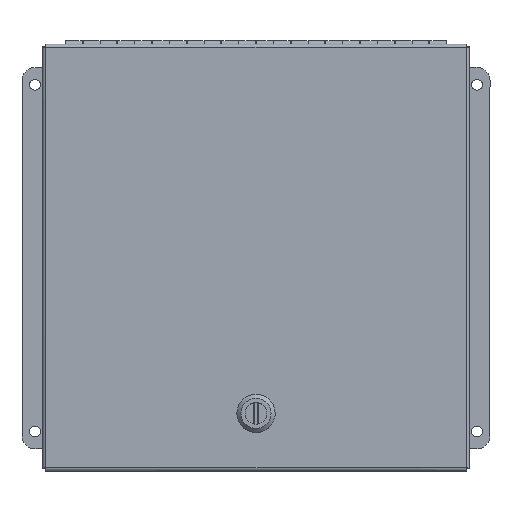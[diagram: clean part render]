
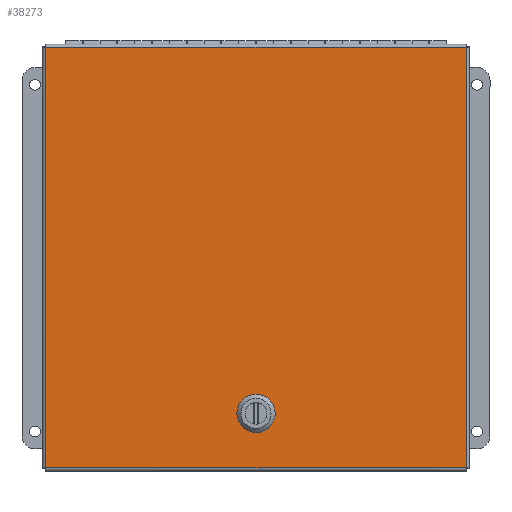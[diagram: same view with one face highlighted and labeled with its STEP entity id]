
A CAD part, top view. The second image highlights one B-rep face of the part: STEP entity #38273.
In plain terms, the highlighted planar face has unit normal (0, 0, 1).
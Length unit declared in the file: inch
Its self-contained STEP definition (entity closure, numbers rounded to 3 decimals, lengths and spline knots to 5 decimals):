
#83 = LINE ( 'NONE', #16624, #17183 ) ;
#220 = DIRECTION ( 'NONE',  ( 0., 0., -1. ) ) ;
#273 = CARTESIAN_POINT ( 'NONE',  ( -2., -6.4939, 3.3425 ) ) ;
#287 = VECTOR ( 'NONE', #30312, 39.37008 ) ;
#503 = CARTESIAN_POINT ( 'NONE',  ( 4.06175, 4.06285, 3.3425 ) ) ;
#571 = VECTOR ( 'NONE', #27974, 39.37008 ) ;
#772 = ORIENTED_EDGE ( 'NONE', *, *, #32968, .T. ) ;
#1498 = EDGE_CURVE ( 'NONE', #30354, #39342, #14938, .T. ) ;
#1566 = EDGE_CURVE ( 'NONE', #11457, #39275, #6681, .T. ) ;
#1965 = EDGE_LOOP ( 'NONE', ( #18034, #4206, #33921, #28707 ) ) ;
#2094 = VERTEX_POINT ( 'NONE', #27731 ) ;
#2471 = DIRECTION ( 'NONE',  ( -1., 0., 0. ) ) ;
#3788 = CARTESIAN_POINT ( 'NONE',  ( -8.06175, -8.06065, 3.3425 ) ) ;
#3859 = EDGE_CURVE ( 'NONE', #42427, #37102, #8094, .T. ) ;
#4206 = ORIENTED_EDGE ( 'NONE', *, *, #1566, .F. ) ;
#4590 = DIRECTION ( 'NONE',  ( 0., 1., 0. ) ) ;
#4703 = VECTOR ( 'NONE', #2471, 39.37008 ) ;
#4806 = CARTESIAN_POINT ( 'NONE',  ( -2., 4.06285, 3.3425 ) ) ;
#5394 = EDGE_CURVE ( 'NONE', #39275, #39087, #83, .T. ) ;
#6141 = EDGE_CURVE ( 'NONE', #30573, #20510, #15060, .T. ) ;
#6681 = LINE ( 'NONE', #4806, #40435 ) ;
#8094 = CIRCLE ( 'NONE', #22923, 0.45 ) ;
#10710 = CARTESIAN_POINT ( 'NONE',  ( -1.79384, -6.0939, 3.3425 ) ) ;
#11043 = CIRCLE ( 'NONE', #35580, 0.45 ) ;
#11241 = DIRECTION ( 'NONE',  ( 0., -1., 0. ) ) ;
#11392 = FACE_BOUND ( 'NONE', #34826, .T. ) ;
#11457 = VERTEX_POINT ( 'NONE', #31040 ) ;
#11754 = EDGE_CURVE ( 'NONE', #37102, #2094, #29075, .T. ) ;
#12070 = DIRECTION ( 'NONE',  ( 1., 0., 0. ) ) ;
#12085 = VECTOR ( 'NONE', #4590, 39.37008 ) ;
#12842 = ORIENTED_EDGE ( 'NONE', *, *, #23249, .T. ) ;
#12910 = PLANE ( 'NONE',  #17983 ) ;
#13201 = CARTESIAN_POINT ( 'NONE',  ( -2.4, -6.70006, 3.3425 ) ) ;
#13762 = EDGE_CURVE ( 'NONE', #39087, #41883, #37975, .T. ) ;
#14089 = CARTESIAN_POINT ( 'NONE',  ( -1.6, -6.28774, 3.3425 ) ) ;
#14532 = CARTESIAN_POINT ( 'NONE',  ( -2., -6.4939, 3.3425 ) ) ;
#14938 = LINE ( 'NONE', #37376, #40475 ) ;
#15060 = CIRCLE ( 'NONE', #23300, 0.45 ) ;
#15550 = CARTESIAN_POINT ( 'NONE',  ( 4.06175, -8.06065, 3.3425 ) ) ;
#15580 = ORIENTED_EDGE ( 'NONE', *, *, #1498, .T. ) ;
#16103 = EDGE_CURVE ( 'NONE', #41883, #11457, #21433, .T. ) ;
#16179 = CARTESIAN_POINT ( 'NONE',  ( -1.6, -6.28774, 3.3425 ) ) ;
#16624 = CARTESIAN_POINT ( 'NONE',  ( 4.06175, -1.9989, 3.3425 ) ) ;
#17183 = VECTOR ( 'NONE', #33415, 39.37008 ) ;
#17818 = CARTESIAN_POINT ( 'NONE',  ( -2., -8.06065, 3.3425 ) ) ;
#17983 = AXIS2_PLACEMENT_3D ( 'NONE', #37775, #24538, #26873 ) ;
#18034 = ORIENTED_EDGE ( 'NONE', *, *, #5394, .F. ) ;
#18118 = VECTOR ( 'NONE', #24290, 39.37008 ) ;
#19396 = ORIENTED_EDGE ( 'NONE', *, *, #3859, .T. ) ;
#19461 = CARTESIAN_POINT ( 'NONE',  ( -2.20616, -6.0939, 3.3425 ) ) ;
#20510 = VERTEX_POINT ( 'NONE', #19461 ) ;
#20982 = AXIS2_PLACEMENT_3D ( 'NONE', #14532, #34796, #11241 ) ;
#21433 = LINE ( 'NONE', #31193, #12085 ) ;
#22629 = CARTESIAN_POINT ( 'NONE',  ( -2.20616, -6.0939, 3.3425 ) ) ;
#22923 = AXIS2_PLACEMENT_3D ( 'NONE', #273, #23510, #23226 ) ;
#23226 = DIRECTION ( 'NONE',  ( 0., -1., 0. ) ) ;
#23249 = EDGE_CURVE ( 'NONE', #20510, #42427, #42396, .T. ) ;
#23300 = AXIS2_PLACEMENT_3D ( 'NONE', #28327, #25253, #35177 ) ;
#23445 = DIRECTION ( 'NONE',  ( 0., -1., 0. ) ) ;
#23510 = DIRECTION ( 'NONE',  ( 0., 0., -1. ) ) ;
#23820 = CARTESIAN_POINT ( 'NONE',  ( -2.4, -6.28774, 3.3425 ) ) ;
#24290 = DIRECTION ( 'NONE',  ( 0., -1., 0. ) ) ;
#24538 = DIRECTION ( 'NONE',  ( 0., 0., -1. ) ) ;
#24850 = EDGE_CURVE ( 'NONE', #2094, #30354, #11043, .T. ) ;
#25253 = DIRECTION ( 'NONE',  ( 0., 0., -1. ) ) ;
#26334 = ORIENTED_EDGE ( 'NONE', *, *, #24850, .T. ) ;
#26873 = DIRECTION ( 'NONE',  ( 0., -1., 0. ) ) ;
#27731 = CARTESIAN_POINT ( 'NONE',  ( -1.6, -6.70006, 3.3425 ) ) ;
#27974 = DIRECTION ( 'NONE',  ( 0., 1., 0. ) ) ;
#28327 = CARTESIAN_POINT ( 'NONE',  ( -2., -6.4939, 3.3425 ) ) ;
#28707 = ORIENTED_EDGE ( 'NONE', *, *, #13762, .F. ) ;
#29075 = LINE ( 'NONE', #14089, #18118 ) ;
#30312 = DIRECTION ( 'NONE',  ( 1., 0., 0. ) ) ;
#30354 = VERTEX_POINT ( 'NONE', #33026 ) ;
#30573 = VERTEX_POINT ( 'NONE', #23820 ) ;
#31040 = CARTESIAN_POINT ( 'NONE',  ( -8.06175, 4.06285, 3.3425 ) ) ;
#31193 = CARTESIAN_POINT ( 'NONE',  ( -8.06175, -1.9989, 3.3425 ) ) ;
#31386 = ORIENTED_EDGE ( 'NONE', *, *, #6141, .T. ) ;
#31456 = CIRCLE ( 'NONE', #20982, 0.45 ) ;
#32968 = EDGE_CURVE ( 'NONE', #39342, #39755, #31456, .T. ) ;
#33026 = CARTESIAN_POINT ( 'NONE',  ( -1.79384, -6.8939, 3.3425 ) ) ;
#33345 = CARTESIAN_POINT ( 'NONE',  ( -2., -6.4939, 3.3425 ) ) ;
#33415 = DIRECTION ( 'NONE',  ( 0., -1., 0. ) ) ;
#33921 = ORIENTED_EDGE ( 'NONE', *, *, #16103, .F. ) ;
#34080 = ORIENTED_EDGE ( 'NONE', *, *, #11754, .T. ) ;
#34796 = DIRECTION ( 'NONE',  ( 0., 0., -1. ) ) ;
#34826 = EDGE_LOOP ( 'NONE', ( #12842, #19396, #34080, #26334, #15580, #772, #39252, #31386 ) ) ;
#35177 = DIRECTION ( 'NONE',  ( 0., -1., 0. ) ) ;
#35580 = AXIS2_PLACEMENT_3D ( 'NONE', #33345, #220, #23445 ) ;
#37102 = VERTEX_POINT ( 'NONE', #16179 ) ;
#37376 = CARTESIAN_POINT ( 'NONE',  ( -1.79384, -6.8939, 3.3425 ) ) ;
#37775 = CARTESIAN_POINT ( 'NONE',  ( -2., -1.9989, 3.3425 ) ) ;
#37975 = LINE ( 'NONE', #17818, #4703 ) ;
#38273 = ADVANCED_FACE ( 'NONE', ( #11392, #38939 ), #12910, .F. ) ;
#38939 = FACE_OUTER_BOUND ( 'NONE', #1965, .T. ) ;
#39087 = VERTEX_POINT ( 'NONE', #15550 ) ;
#39252 = ORIENTED_EDGE ( 'NONE', *, *, #42448, .T. ) ;
#39275 = VERTEX_POINT ( 'NONE', #503 ) ;
#39342 = VERTEX_POINT ( 'NONE', #40020 ) ;
#39755 = VERTEX_POINT ( 'NONE', #13201 ) ;
#40020 = CARTESIAN_POINT ( 'NONE',  ( -2.20616, -6.8939, 3.3425 ) ) ;
#40435 = VECTOR ( 'NONE', #12070, 39.37008 ) ;
#40475 = VECTOR ( 'NONE', #40720, 39.37008 ) ;
#40720 = DIRECTION ( 'NONE',  ( -1., 0., 0. ) ) ;
#41069 = CARTESIAN_POINT ( 'NONE',  ( -2.4, -6.70006, 3.3425 ) ) ;
#41883 = VERTEX_POINT ( 'NONE', #3788 ) ;
#42396 = LINE ( 'NONE', #22629, #287 ) ;
#42427 = VERTEX_POINT ( 'NONE', #10710 ) ;
#42448 = EDGE_CURVE ( 'NONE', #39755, #30573, #42668, .T. ) ;
#42668 = LINE ( 'NONE', #41069, #571 ) ;
